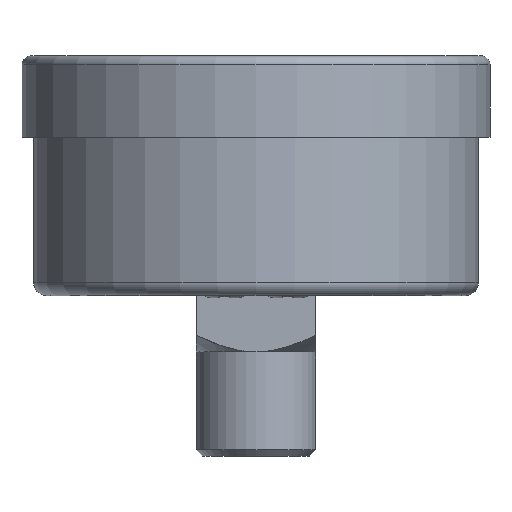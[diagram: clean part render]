
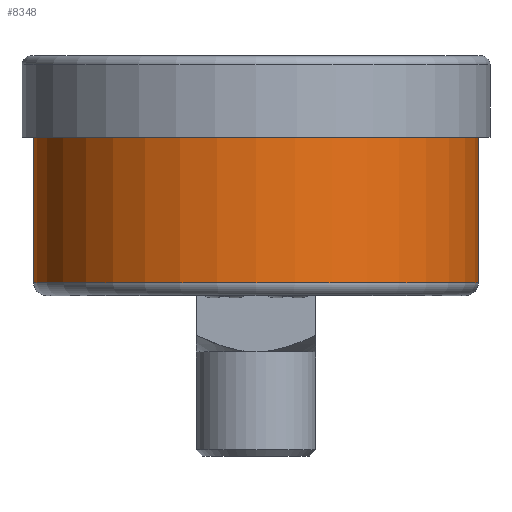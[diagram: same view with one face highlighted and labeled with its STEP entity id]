
A CAD part, front view. The second image highlights one B-rep face of the part: STEP entity #8348.
In plain terms, the highlighted cylindrical face has radius 26.035 mm (diameter 52.07 mm), a full revolution.
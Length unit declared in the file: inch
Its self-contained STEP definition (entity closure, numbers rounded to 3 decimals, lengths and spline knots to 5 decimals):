
#1606 = VERTEX_POINT ( 'NONE', #2827 ) ;
#1705 = ORIENTED_EDGE ( 'NONE', *, *, #12118, .T. ) ;
#2827 = CARTESIAN_POINT ( 'NONE',  ( 1.025, 0., -1.045 ) ) ;
#3173 = EDGE_LOOP ( 'NONE', ( #15645 ) ) ;
#4966 = CYLINDRICAL_SURFACE ( 'NONE', #7979, 1.025 ) ;
#5026 = DIRECTION ( 'NONE',  ( 0., 0., 1. ) ) ;
#5528 = DIRECTION ( 'NONE',  ( 0., 0., 1. ) ) ;
#6654 = DIRECTION ( 'NONE',  ( 1., 0., 0. ) ) ;
#7240 = FACE_OUTER_BOUND ( 'NONE', #3173, .T. ) ;
#7927 = EDGE_LOOP ( 'NONE', ( #1705 ) ) ;
#7979 = AXIS2_PLACEMENT_3D ( 'NONE', #12627, #5528, #6654 ) ;
#8005 = CARTESIAN_POINT ( 'NONE',  ( 0., 0., -0.375 ) ) ;
#8041 = CIRCLE ( 'NONE', #11896, 1.025 ) ;
#8348 = ADVANCED_FACE ( 'NONE', ( #7240, #12392 ), #4966, .T. ) ;
#8681 = DIRECTION ( 'NONE',  ( 1., 0., 0. ) ) ;
#9909 = AXIS2_PLACEMENT_3D ( 'NONE', #8005, #10594, #11623 ) ;
#10358 = EDGE_CURVE ( 'NONE', #1606, #1606, #8041, .T. ) ;
#10594 = DIRECTION ( 'NONE',  ( 0., 0., -1. ) ) ;
#11466 = CARTESIAN_POINT ( 'NONE',  ( 1.025, 0., -0.375 ) ) ;
#11623 = DIRECTION ( 'NONE',  ( 1., 0., 0. ) ) ;
#11896 = AXIS2_PLACEMENT_3D ( 'NONE', #13668, #5026, #8681 ) ;
#12118 = EDGE_CURVE ( 'NONE', #14884, #14884, #12206, .T. ) ;
#12206 = CIRCLE ( 'NONE', #9909, 1.025 ) ;
#12392 = FACE_OUTER_BOUND ( 'NONE', #7927, .T. ) ;
#12627 = CARTESIAN_POINT ( 'NONE',  ( 0., 0., -1.105 ) ) ;
#13668 = CARTESIAN_POINT ( 'NONE',  ( 0., 0., -1.045 ) ) ;
#14884 = VERTEX_POINT ( 'NONE', #11466 ) ;
#15645 = ORIENTED_EDGE ( 'NONE', *, *, #10358, .T. ) ;
